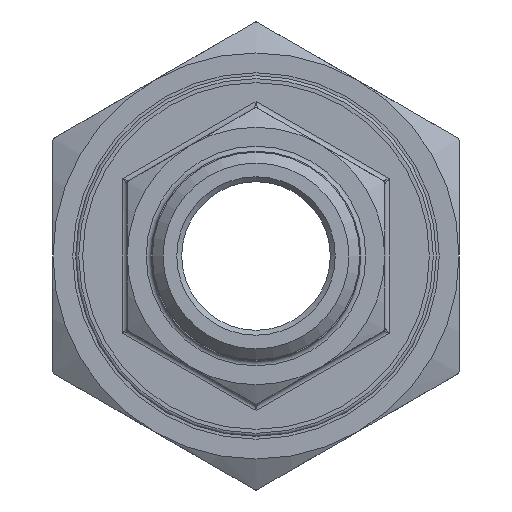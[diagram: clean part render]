
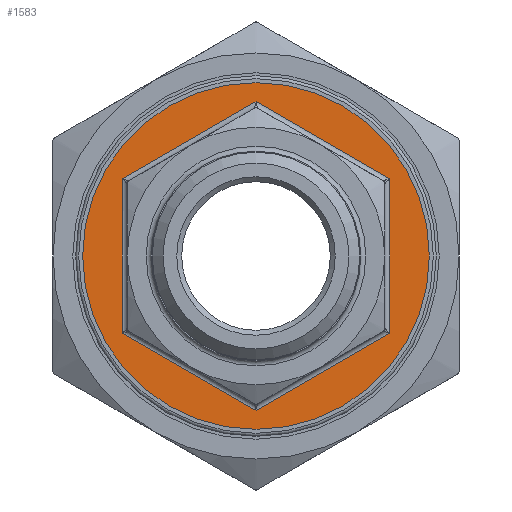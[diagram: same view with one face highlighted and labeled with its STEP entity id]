
A CAD part, front view. The second image highlights one B-rep face of the part: STEP entity #1583.
In plain terms, the highlighted planar face has unit normal (0, -1, 0).
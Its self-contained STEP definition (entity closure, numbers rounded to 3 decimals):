
#176=LINE('',#2941,#236);
#180=LINE('',#2998,#240);
#184=LINE('',#3061,#244);
#188=LINE('',#3120,#248);
#192=LINE('',#3172,#252);
#198=LINE('',#3248,#258);
#236=VECTOR('',#2021,15.588);
#240=VECTOR('',#2037,15.588);
#244=VECTOR('',#2061,15.588);
#248=VECTOR('',#2081,15.588);
#252=VECTOR('',#2099,15.588);
#258=VECTOR('',#2145,15.588);
#339=PLANE('',#1754);
#356=FACE_BOUND('',#575,.T.);
#456=FACE_OUTER_BOUND('',#574,.T.);
#574=EDGE_LOOP('',(#1392));
#575=EDGE_LOOP('',(#1393,#1394,#1395,#1396,#1397,#1398));
#662=CIRCLE('',#1755,17.5);
#769=VERTEX_POINT('',#2903);
#776=VERTEX_POINT('',#2940);
#782=VERTEX_POINT('',#2997);
#790=VERTEX_POINT('',#3060);
#796=VERTEX_POINT('',#3119);
#799=VERTEX_POINT('',#3150);
#809=VERTEX_POINT('',#3250);
#961=EDGE_CURVE('',#769,#776,#176,.T.);
#971=EDGE_CURVE('',#776,#782,#180,.T.);
#984=EDGE_CURVE('',#782,#790,#184,.T.);
#995=EDGE_CURVE('',#790,#796,#188,.T.);
#1005=EDGE_CURVE('',#796,#799,#192,.T.);
#1023=EDGE_CURVE('',#799,#769,#198,.T.);
#1024=EDGE_CURVE('',#809,#809,#662,.T.);
#1392=ORIENTED_EDGE('',*,*,#1024,.T.);
#1393=ORIENTED_EDGE('',*,*,#984,.F.);
#1394=ORIENTED_EDGE('',*,*,#971,.F.);
#1395=ORIENTED_EDGE('',*,*,#961,.F.);
#1396=ORIENTED_EDGE('',*,*,#1023,.F.);
#1397=ORIENTED_EDGE('',*,*,#1005,.F.);
#1398=ORIENTED_EDGE('',*,*,#995,.F.);
#1583=ADVANCED_FACE('',(#456,#356),#339,.F.);
#1754=AXIS2_PLACEMENT_3D('',#3249,#2146,#2147);
#1755=AXIS2_PLACEMENT_3D('',#3251,#2148,#2149);
#2021=DIRECTION('',(-0.866,0.,-0.5));
#2037=DIRECTION('',(0.,0.,-1.));
#2061=DIRECTION('',(0.866,0.,-0.5));
#2081=DIRECTION('',(0.866,0.,0.5));
#2099=DIRECTION('',(0.,0.,1.));
#2145=DIRECTION('',(-0.866,0.,0.5));
#2146=DIRECTION('center_axis',(0.,1.,0.));
#2147=DIRECTION('ref_axis',(0.,0.,1.));
#2148=DIRECTION('center_axis',(0.,-1.,0.));
#2149=DIRECTION('ref_axis',(1.,0.,0.));
#2903=CARTESIAN_POINT('',(0.,-8.25,15.588));
#2940=CARTESIAN_POINT('',(-13.5,-8.25,7.794));
#2941=CARTESIAN_POINT('',(-10.,-8.25,9.815));
#2997=CARTESIAN_POINT('',(-13.5,-8.25,-7.794));
#2998=CARTESIAN_POINT('',(-13.5,-8.25,-3.753));
#3060=CARTESIAN_POINT('',(0.,-8.25,-15.588));
#3061=CARTESIAN_POINT('',(-3.5,-8.25,-13.568));
#3119=CARTESIAN_POINT('',(13.5,-8.25,-7.794));
#3120=CARTESIAN_POINT('',(10.,-8.25,-9.815));
#3150=CARTESIAN_POINT('',(13.5,-8.25,7.794));
#3172=CARTESIAN_POINT('',(13.5,-8.25,3.753));
#3248=CARTESIAN_POINT('',(3.5,-8.25,13.568));
#3249=CARTESIAN_POINT('Origin',(0.,-8.25,0.));
#3250=CARTESIAN_POINT('',(-17.5,-8.25,0.));
#3251=CARTESIAN_POINT('Origin',(0.,-8.25,0.));
